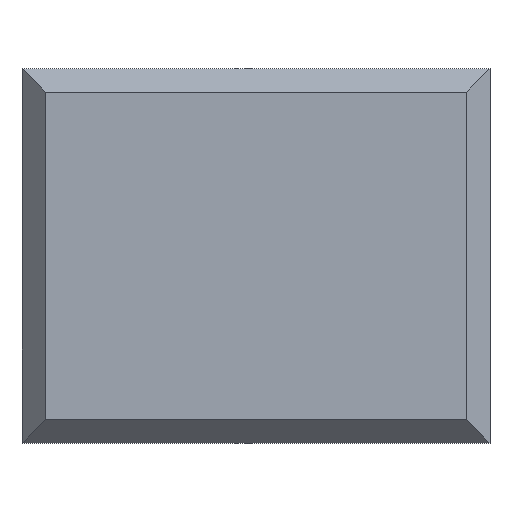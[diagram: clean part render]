
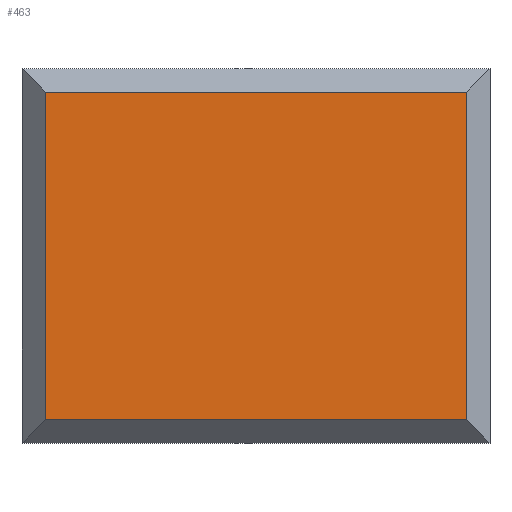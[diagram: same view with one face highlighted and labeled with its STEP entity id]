
A CAD part, top view. The second image highlights one B-rep face of the part: STEP entity #463.
In plain terms, the highlighted planar face has unit normal (0, 0, 1).
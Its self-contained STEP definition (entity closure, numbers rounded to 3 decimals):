
#19 = CARTESIAN_POINT ( 'NONE',  ( 0.9, 0.7, 0.59 ) ) ;
#50 = EDGE_CURVE ( 'NONE', #182, #461, #578, .T. ) ;
#53 = CARTESIAN_POINT ( 'NONE',  ( -1., 0.7, 0.59 ) ) ;
#90 = EDGE_LOOP ( 'NONE', ( #113, #221, #600, #100 ) ) ;
#100 = ORIENTED_EDGE ( 'NONE', *, *, #523, .T. ) ;
#105 = VECTOR ( 'NONE', #396, 1000. ) ;
#113 = ORIENTED_EDGE ( 'NONE', *, *, #50, .T. ) ;
#122 = EDGE_CURVE ( 'NONE', #461, #511, #476, .T. ) ;
#182 = VERTEX_POINT ( 'NONE', #473 ) ;
#185 = VERTEX_POINT ( 'NONE', #19 ) ;
#203 = AXIS2_PLACEMENT_3D ( 'NONE', #364, #462, #498 ) ;
#221 = ORIENTED_EDGE ( 'NONE', *, *, #122, .T. ) ;
#223 = VECTOR ( 'NONE', #378, 1000. ) ;
#237 = DIRECTION ( 'NONE',  ( -1., 0., 0. ) ) ;
#246 = LINE ( 'NONE', #53, #267 ) ;
#267 = VECTOR ( 'NONE', #237, 1000. ) ;
#273 = PLANE ( 'NONE',  #203 ) ;
#297 = CARTESIAN_POINT ( 'NONE',  ( 1., -0.7, 0.59 ) ) ;
#364 = CARTESIAN_POINT ( 'NONE',  ( 0., 0., 0.59 ) ) ;
#378 = DIRECTION ( 'NONE',  ( 0., -1., 0. ) ) ;
#390 = CARTESIAN_POINT ( 'NONE',  ( 0.9, 0.8, 0.59 ) ) ;
#396 = DIRECTION ( 'NONE',  ( 0., 1., 0. ) ) ;
#405 = CARTESIAN_POINT ( 'NONE',  ( -0.9, -0.7, 0.59 ) ) ;
#424 = CARTESIAN_POINT ( 'NONE',  ( -0.9, -0.8, 0.59 ) ) ;
#429 = DIRECTION ( 'NONE',  ( 1., 0., 0. ) ) ;
#461 = VERTEX_POINT ( 'NONE', #405 ) ;
#462 = DIRECTION ( 'NONE',  ( 0., 0., 1. ) ) ;
#463 = ADVANCED_FACE ( 'NONE', ( #592 ), #273, .T. ) ;
#473 = CARTESIAN_POINT ( 'NONE',  ( -0.9, 0.7, 0.59 ) ) ;
#476 = LINE ( 'NONE', #297, #507 ) ;
#498 = DIRECTION ( 'NONE',  ( 1., 0., 0. ) ) ;
#507 = VECTOR ( 'NONE', #429, 1000. ) ;
#511 = VERTEX_POINT ( 'NONE', #562 ) ;
#523 = EDGE_CURVE ( 'NONE', #185, #182, #246, .T. ) ;
#529 = LINE ( 'NONE', #390, #105 ) ;
#562 = CARTESIAN_POINT ( 'NONE',  ( 0.9, -0.7, 0.59 ) ) ;
#573 = EDGE_CURVE ( 'NONE', #511, #185, #529, .T. ) ;
#578 = LINE ( 'NONE', #424, #223 ) ;
#592 = FACE_OUTER_BOUND ( 'NONE', #90, .T. ) ;
#600 = ORIENTED_EDGE ( 'NONE', *, *, #573, .T. ) ;
